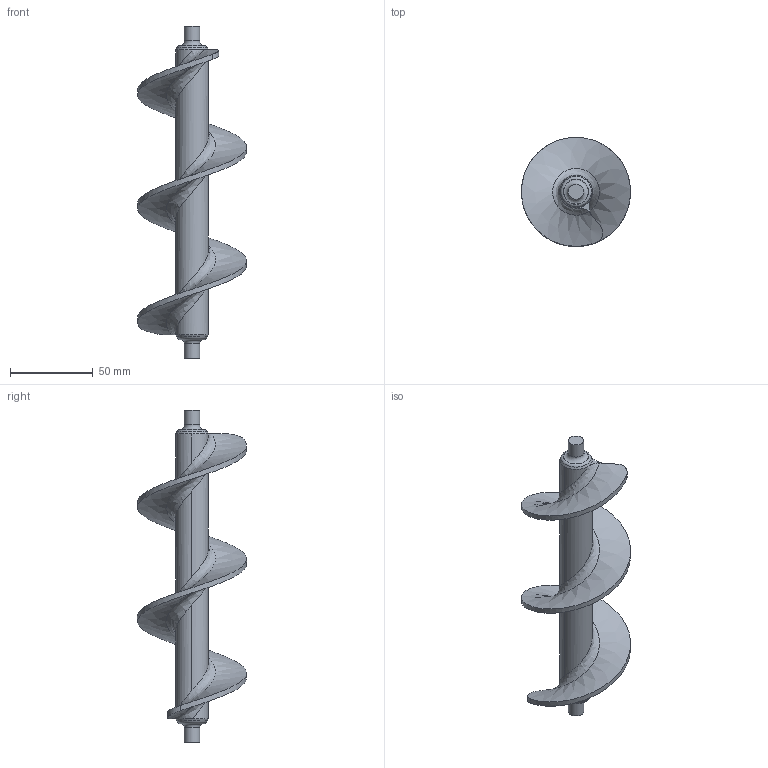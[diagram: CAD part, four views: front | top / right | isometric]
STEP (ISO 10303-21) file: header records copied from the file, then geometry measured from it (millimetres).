
FILE_DESCRIPTION(/* description */ (''),/* implementation_level */ '2;1');
FILE_NAME(/* name */ 'Sin Fin nuevo v9.step',/* time_stamp */ '2024-11-08T10:08:12-03:00',/* author */ (''),/* organization */ (''),/* preprocessor_version */ 'ST-DEVELOPER v20',/* originating_system */ 'Autodesk Translation Framework v13.20.0.188',/* authorisation */ '');
FILE_SCHEMA (('AUTOMOTIVE_DESIGN { 1 0 10303 214 3 1 1 }'));
Length unit declared in the file: millimetre
Products named in the file (1): Sin Fin nuevo
Bounding box: 66 x 66.01 x 201 mm (x, y, z)
Volume: 84115.2 mm3; surface area: 29802.3 mm2
Topology: 1 solids, 1 shells, 33 faces, 78 edges, 50 vertices
Faces by surface type: plane 10, bspline 9, cylinder 8, torus 4, cone 2
Full cylindrical faces by diameter (mm): 9.3 x2, 19.8 x2
Entity records: 2295 total; most frequent: CARTESIAN_POINT 1563, ORIENTED_EDGE 156, DIRECTION 120, EDGE_CURVE 78, AXIS2_PLACEMENT_3D 52, VERTEX_POINT 50, EDGE_LOOP 36, B_SPLINE_CURVE_WITH_KNOTS 35
